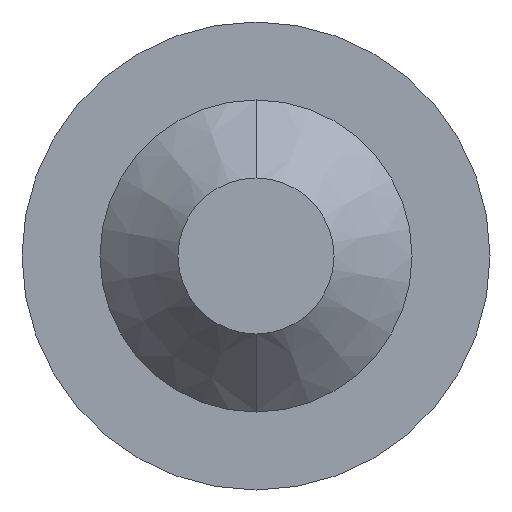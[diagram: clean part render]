
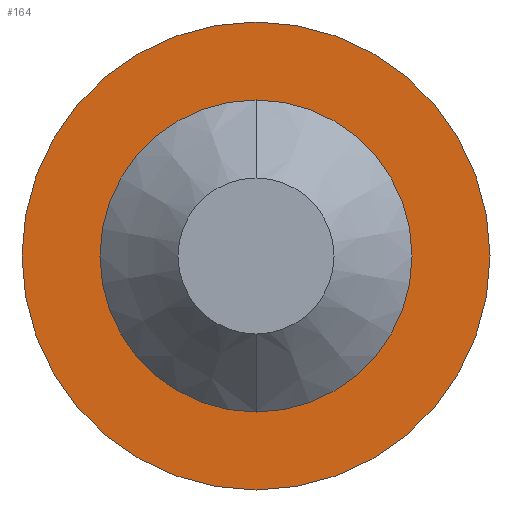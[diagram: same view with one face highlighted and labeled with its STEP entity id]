
A CAD part, front view. The second image highlights one B-rep face of the part: STEP entity #164.
In plain terms, the highlighted planar face has unit normal (0, -1, 0).
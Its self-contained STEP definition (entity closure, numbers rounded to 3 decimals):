
#5 = CIRCLE ( 'NONE', #501, 1. ) ;
#9 = AXIS2_PLACEMENT_3D ( 'NONE', #287, #500, #38 ) ;
#16 = EDGE_CURVE ( 'Defeature ausgef�hrt1_1+Defeature ausgef�hrt1_2+Defeature ausgef�hrt1_2+Defeature ausgef�hrt1_2', #198, #536, #285, .T. ) ;
#17 = AXIS2_PLACEMENT_3D ( 'NONE', #339, #297, #423 ) ;
#28 = VERTEX_POINT ( 'NONE', #41 ) ;
#38 = DIRECTION ( 'NONE',  ( 0., 0., 1. ) ) ;
#41 = CARTESIAN_POINT ( 'NONE',  ( 0., 7., -1. ) ) ;
#76 = CARTESIAN_POINT ( 'NONE',  ( 1.5, 7., 0. ) ) ;
#77 = CIRCLE ( 'NONE', #17, 1. ) ;
#88 = DIRECTION ( 'NONE',  ( 0., 0., 1. ) ) ;
#93 = CARTESIAN_POINT ( 'NONE',  ( 0., 7., 1. ) ) ;
#154 = CARTESIAN_POINT ( 'NONE',  ( 0., 7., 0. ) ) ;
#164 = ADVANCED_FACE ( 'Defeature ausgef�hrt1_2', ( #412, #321 ), #498, .F. ) ;
#198 = VERTEX_POINT ( 'NONE', #442 ) ;
#199 = DIRECTION ( 'NONE',  ( 0., 1., 0. ) ) ;
#212 = DIRECTION ( 'NONE',  ( 0., 1., 0. ) ) ;
#213 = EDGE_LOOP ( 'NONE', ( #261, #403 ) ) ;
#247 = DIRECTION ( 'NONE',  ( 0., 1., 0. ) ) ;
#256 = EDGE_CURVE ( 'Defeature ausgef�hrt1_2+Defeature ausgef�hrt1_3+Defeature ausgef�hrt1_3+Defeature ausgef�hrt1_3', #394, #28, #5, .T. ) ;
#259 = ORIENTED_EDGE ( 'NONE', *, *, #410, .T. ) ;
#261 = ORIENTED_EDGE ( 'NONE', *, *, #269, .F. ) ;
#269 = EDGE_CURVE ( 'Defeature ausgef�hrt1_1+Defeature ausgef�hrt1_2+Defeature ausgef�hrt1_2+Defeature ausgef�hrt1_2', #536, #198, #353, .T. ) ;
#283 = EDGE_LOOP ( 'NONE', ( #364, #259 ) ) ;
#285 = CIRCLE ( 'NONE', #9, 1.5 ) ;
#287 = CARTESIAN_POINT ( 'NONE',  ( 0., 7., 0. ) ) ;
#289 = DIRECTION ( 'NONE',  ( 0., 0., 1. ) ) ;
#295 = AXIS2_PLACEMENT_3D ( 'NONE', #378, #212, #88 ) ;
#297 = DIRECTION ( 'NONE',  ( 0., 1., 0. ) ) ;
#321 = FACE_BOUND ( 'NONE', #283, .T. ) ;
#324 = DIRECTION ( 'NONE',  ( 0., 0., 1. ) ) ;
#339 = CARTESIAN_POINT ( 'NONE',  ( 0., 7., 0. ) ) ;
#353 = CIRCLE ( 'NONE', #295, 1.5 ) ;
#364 = ORIENTED_EDGE ( 'NONE', *, *, #256, .T. ) ;
#378 = CARTESIAN_POINT ( 'NONE',  ( 0., 7., 0. ) ) ;
#390 = CARTESIAN_POINT ( 'NONE',  ( 0., 7., 1.5 ) ) ;
#394 = VERTEX_POINT ( 'NONE', #93 ) ;
#403 = ORIENTED_EDGE ( 'NONE', *, *, #16, .F. ) ;
#410 = EDGE_CURVE ( 'Defeature ausgef�hrt1_2+Defeature ausgef�hrt1_3+Defeature ausgef�hrt1_3+Defeature ausgef�hrt1_3', #28, #394, #77, .T. ) ;
#412 = FACE_OUTER_BOUND ( 'NONE', #213, .T. ) ;
#423 = DIRECTION ( 'NONE',  ( 0., 0., 1. ) ) ;
#442 = CARTESIAN_POINT ( 'NONE',  ( 0., 7., -1.5 ) ) ;
#467 = AXIS2_PLACEMENT_3D ( 'NONE', #76, #199, #289 ) ;
#498 = PLANE ( 'NONE',  #467 ) ;
#500 = DIRECTION ( 'NONE',  ( 0., 1., 0. ) ) ;
#501 = AXIS2_PLACEMENT_3D ( 'NONE', #154, #247, #324 ) ;
#536 = VERTEX_POINT ( 'NONE', #390 ) ;
